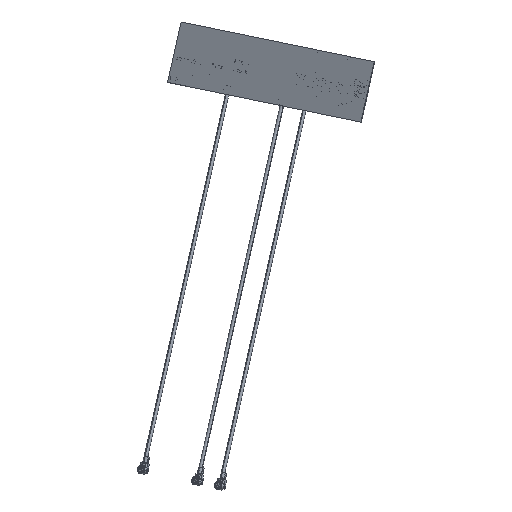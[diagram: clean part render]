
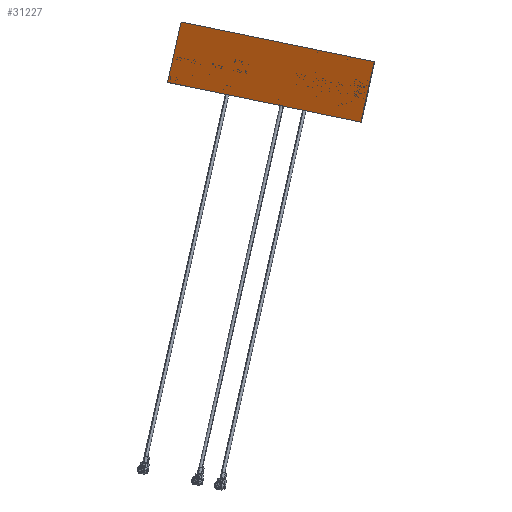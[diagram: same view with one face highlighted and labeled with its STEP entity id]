
A CAD part, left-side view. The second image highlights one B-rep face of the part: STEP entity #31227.
In plain terms, the highlighted planar face has unit normal (-0.798, 0.584, 0.15).
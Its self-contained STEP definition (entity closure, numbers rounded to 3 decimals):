
#483 = VECTOR ( 'NONE', #29445, 1000. ) ;
#1475 = VERTEX_POINT ( 'NONE', #15223 ) ;
#1822 = PLANE ( 'NONE',  #30925 ) ;
#3731 = DIRECTION ( 'NONE',  ( -0.602, -0.782, -0.161 ) ) ;
#3939 = CARTESIAN_POINT ( 'NONE',  ( 3.832, 47.765, 230.042 ) ) ;
#4773 = CARTESIAN_POINT ( 'NONE',  ( -44.334, -14.8, 217.172 ) ) ;
#6697 = CARTESIAN_POINT ( 'NONE',  ( 4.298, 43.393, 249.552 ) ) ;
#7218 = DIRECTION ( 'NONE',  ( 0.602, 0.782, 0.161 ) ) ;
#7595 = FACE_OUTER_BOUND ( 'NONE', #23537, .T. ) ;
#8145 = CARTESIAN_POINT ( 'NONE',  ( 3.832, 47.765, 230.042 ) ) ;
#8358 = CARTESIAN_POINT ( 'NONE',  ( 4.298, 43.393, 249.552 ) ) ;
#8633 = LINE ( 'NONE', #39130, #483 ) ;
#9871 = VERTEX_POINT ( 'NONE', #3939 ) ;
#10194 = VERTEX_POINT ( 'NONE', #18963 ) ;
#10711 = ORIENTED_EDGE ( 'NONE', *, *, #35196, .F. ) ;
#11653 = ORIENTED_EDGE ( 'NONE', *, *, #36361, .F. ) ;
#13808 = LINE ( 'NONE', #4773, #15779 ) ;
#15223 = CARTESIAN_POINT ( 'NONE',  ( -44.334, -14.8, 217.172 ) ) ;
#15637 = VECTOR ( 'NONE', #3731, 1000. ) ;
#15779 = VECTOR ( 'NONE', #7218, 1000. ) ;
#16880 = CARTESIAN_POINT ( 'NONE',  ( -44.334, -14.8, 217.172 ) ) ;
#17140 = DIRECTION ( 'NONE',  ( 0.798, -0.584, -0.15 ) ) ;
#17311 = ORIENTED_EDGE ( 'NONE', *, *, #31978, .F. ) ;
#17467 = VECTOR ( 'NONE', #26926, 1000. ) ;
#18963 = CARTESIAN_POINT ( 'NONE',  ( -43.868, -19.172, 236.683 ) ) ;
#23433 = DIRECTION ( 'NONE',  ( 0.602, 0.782, 0.161 ) ) ;
#23537 = EDGE_LOOP ( 'NONE', ( #11653, #17311, #36877, #10711 ) ) ;
#24229 = LINE ( 'NONE', #6697, #15637 ) ;
#25622 = LINE ( 'NONE', #8145, #17467 ) ;
#26926 = DIRECTION ( 'NONE',  ( 0.023, -0.219, 0.976 ) ) ;
#29445 = DIRECTION ( 'NONE',  ( -0.023, 0.219, -0.976 ) ) ;
#30925 = AXIS2_PLACEMENT_3D ( 'NONE', #16880, #17140, #23433 ) ;
#31227 = ADVANCED_FACE ( 'NONE', ( #7595 ), #1822, .F. ) ;
#31978 = EDGE_CURVE ( 'NONE', #1475, #9871, #13808, .T. ) ;
#35196 = EDGE_CURVE ( 'NONE', #38701, #10194, #24229, .T. ) ;
#36361 = EDGE_CURVE ( 'NONE', #9871, #38701, #25622, .T. ) ;
#36877 = ORIENTED_EDGE ( 'NONE', *, *, #37633, .F. ) ;
#37633 = EDGE_CURVE ( 'NONE', #10194, #1475, #8633, .T. ) ;
#38701 = VERTEX_POINT ( 'NONE', #8358 ) ;
#39130 = CARTESIAN_POINT ( 'NONE',  ( -43.868, -19.172, 236.683 ) ) ;
